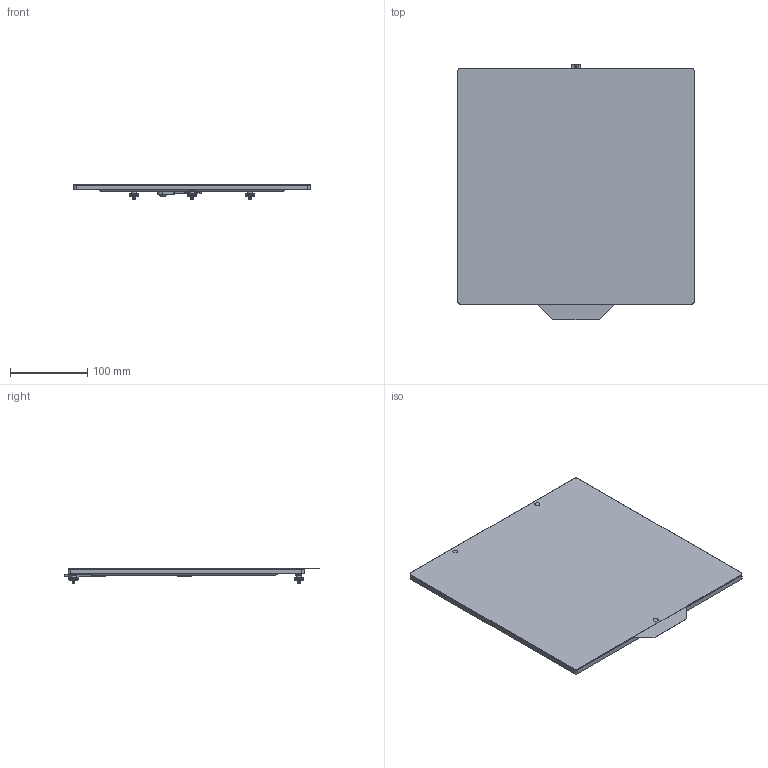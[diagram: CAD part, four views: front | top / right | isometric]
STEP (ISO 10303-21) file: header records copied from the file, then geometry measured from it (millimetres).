
FILE_DESCRIPTION(/* description */ (''),/* implementation_level */ '2;1');
FILE_NAME(/* name */ 'Heated Bed.step',/* time_stamp */ '2021-09-03T13:39:51+02:00',/* author */ (''),/* organization */ (''),/* preprocessor_version */ 'ST-DEVELOPER v18.1',/* originating_system */ 'Autodesk Translation Framework v10.10.0.1391',/* authorisation */ '');
FILE_SCHEMA (('AUTOMOTIVE_DESIGN { 1 0 10303 214 3 1 1 }'));
Products named in the file (24): Heated Bed; BuildTak PEI (1); BuildTak PEI; Spring Steel Plate 1.4310 (1); Spring Steel Plate 1.4310; GraviFlex® Magnetic Sheet 200; GraviFlex Magnetic Sheet; MRW Mic6 Ultra Flat Bed (1); MRW Mic6 Ultra Flat Bed; Keenovo 600W 240x240.1253_Heater; Heater 240x240; Thermal Fuse (1); Thermal Fuse; M5x10 BHCS v1; 92095A208_Button Head Hex Drive Screw; M4 Knurled Nut DIN 466-B; M3x16 SHCS v1; 91292A115; M4 Knurled Nut DIN 466-B (1); M3x16 SHCS v1 (1); 91292A115 (1); M4 Knurled Nut DIN 466-B (2); M3x16 SHCS v1 (1) (1); 91292A115 (1) (1)
Assembly tree (23 placements, depth 4):
  Heated Bed
    BuildTak PEI (1)
      BuildTak PEI
    Spring Steel Plate 1.4310 (1)
      Spring Steel Plate 1.4310
    GraviFlex® Magnetic Sheet 200
      GraviFlex Magnetic Sheet
    MRW Mic6 Ultra Flat Bed (1)
      MRW Mic6 Ultra Flat Bed
    Keenovo 600W 240x240.1253_Heater
      Heater 240x240
    Thermal Fuse (1)
      Thermal Fuse
      M5x10 BHCS v1
        92095A208_Button Head Hex Drive Screw
    M4 Knurled Nut DIN 466-B
      M3x16 SHCS v1
        91292A115
    M4 Knurled Nut DIN 466-B (1)
      M3x16 SHCS v1 (1)
        91292A115 (1)
    M4 Knurled Nut DIN 466-B (2)
      M3x16 SHCS v1 (1) (1)
        91292A115 (1) (1)
Bounding box: 305 x 330 x 20.43 mm (x, y, z)
Volume: 782019.9 mm3; surface area: 878450.4 mm2
Topology: 13 solids, 13 shells, 465 faces, 1175 edges, 762 vertices
Faces by surface type: cylinder 294, plane 106, cone 53, bspline 8, torus 3, sphere 1
Full cylindrical faces by diameter (mm): 1.2 x2, 2.3 x2, 2.35 x93, 3 x95, 3.4 x5, 3.961 x11, 4 x5, 5 x15, 5.5 x3, 6 x1, 6.5 x8, 8 x3, 9.5 x1, 12 x3
Entity records: 35039 total; most frequent: CARTESIAN_POINT 24033, ORIENTED_EDGE 2350, DIRECTION 1897, EDGE_CURVE 1175, VERTEX_POINT 762, AXIS2_PLACEMENT_3D 720, EDGE_LOOP 523, B_SPLINE_CURVE_WITH_KNOTS 479
